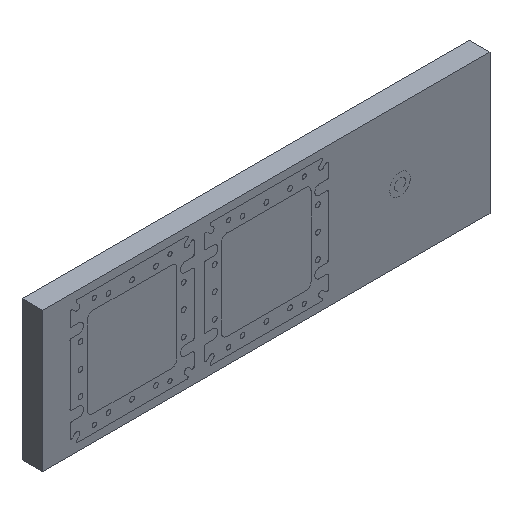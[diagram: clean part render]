
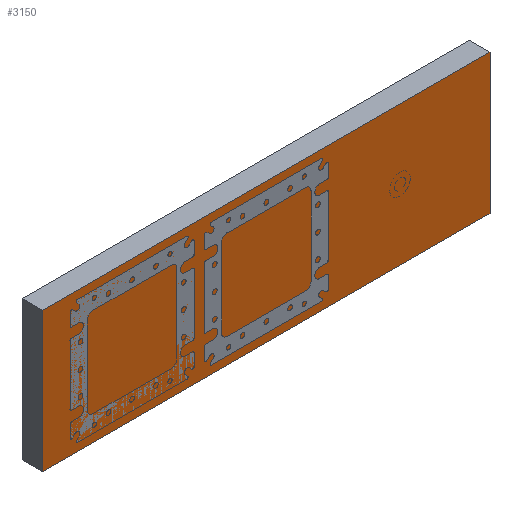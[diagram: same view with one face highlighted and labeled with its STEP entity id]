
A CAD part, isometric view. The second image highlights one B-rep face of the part: STEP entity #3150.
In plain terms, the highlighted face is planar.
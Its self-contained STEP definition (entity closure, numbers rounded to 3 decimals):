
#316 = EDGE_LOOP ( 'NONE', ( #11012, #8928, #11498, #1032 ) ) ;
#336 = VERTEX_POINT ( 'NONE', #3348 ) ;
#691 = CARTESIAN_POINT ( 'NONE',  ( -325., 101.5, 0. ) ) ;
#779 = VECTOR ( 'NONE', #10282, 1000. ) ;
#888 = VECTOR ( 'NONE', #8689, 1000. ) ;
#1032 = ORIENTED_EDGE ( 'NONE', *, *, #9097, .F. ) ;
#1079 = EDGE_CURVE ( 'NONE', #1846, #336, #7774, .T. ) ;
#1846 = VERTEX_POINT ( 'NONE', #1970 ) ;
#1970 = CARTESIAN_POINT ( 'NONE',  ( -325., -101.5, 0. ) ) ;
#2571 = VERTEX_POINT ( 'NONE', #9773 ) ;
#2751 = VECTOR ( 'NONE', #8589, 1000. ) ;
#3150 = ADVANCED_FACE ( 'NONE', ( #8142 ), #9030, .T. ) ;
#3348 = CARTESIAN_POINT ( 'NONE',  ( 325., -101.5, 0. ) ) ;
#4254 = VERTEX_POINT ( 'NONE', #6100 ) ;
#4276 = DIRECTION ( 'NONE',  ( 0., 1., 0. ) ) ;
#4518 = LINE ( 'NONE', #8334, #888 ) ;
#6100 = CARTESIAN_POINT ( 'NONE',  ( -325., 101.5, 0. ) ) ;
#7100 = CARTESIAN_POINT ( 'NONE',  ( 325., -101.5, 0. ) ) ;
#7194 = DIRECTION ( 'NONE',  ( 0., 0., -1. ) ) ;
#7338 = LINE ( 'NONE', #7100, #8935 ) ;
#7774 = LINE ( 'NONE', #9723, #2751 ) ;
#8142 = FACE_OUTER_BOUND ( 'NONE', #316, .T. ) ;
#8334 = CARTESIAN_POINT ( 'NONE',  ( -325., -101.5, 0. ) ) ;
#8589 = DIRECTION ( 'NONE',  ( 1., 0., 0. ) ) ;
#8689 = DIRECTION ( 'NONE',  ( 0., -1., 0. ) ) ;
#8928 = ORIENTED_EDGE ( 'NONE', *, *, #1079, .F. ) ;
#8935 = VECTOR ( 'NONE', #4276, 1000. ) ;
#8969 = EDGE_CURVE ( 'NONE', #336, #2571, #7338, .T. ) ;
#9030 = PLANE ( 'NONE',  #11000 ) ;
#9097 = EDGE_CURVE ( 'NONE', #2571, #4254, #11287, .T. ) ;
#9723 = CARTESIAN_POINT ( 'NONE',  ( -325., -101.5, 0. ) ) ;
#9773 = CARTESIAN_POINT ( 'NONE',  ( 325., 101.5, 0. ) ) ;
#9902 = CARTESIAN_POINT ( 'NONE',  ( 0., 0., 0. ) ) ;
#10282 = DIRECTION ( 'NONE',  ( -1., 0., 0. ) ) ;
#11000 = AXIS2_PLACEMENT_3D ( 'NONE', #9902, #7194, #11018 ) ;
#11012 = ORIENTED_EDGE ( 'NONE', *, *, #8969, .F. ) ;
#11018 = DIRECTION ( 'NONE',  ( -1., 0., 0. ) ) ;
#11287 = LINE ( 'NONE', #691, #779 ) ;
#11498 = ORIENTED_EDGE ( 'NONE', *, *, #12046, .F. ) ;
#12046 = EDGE_CURVE ( 'NONE', #4254, #1846, #4518, .T. ) ;
